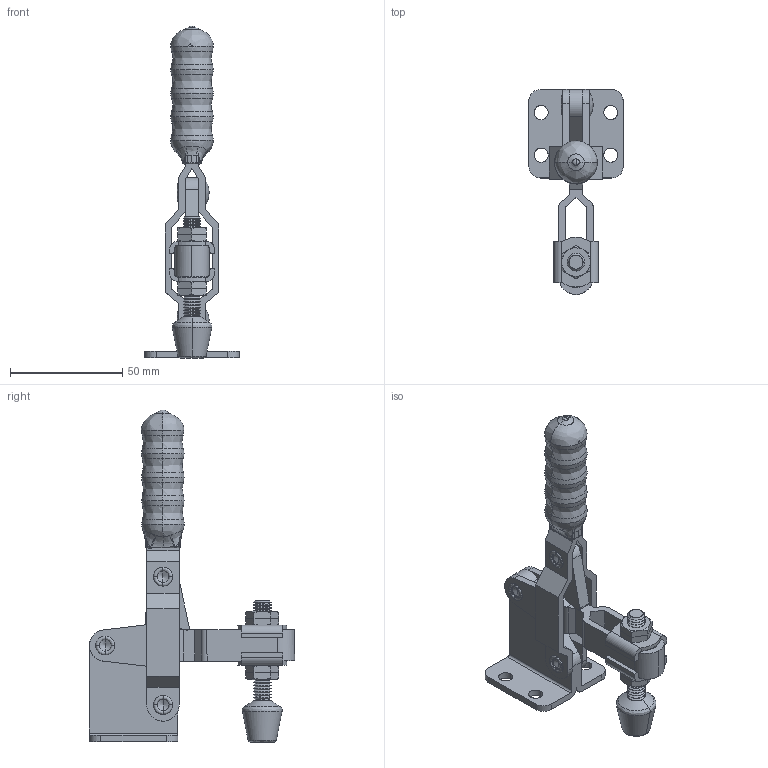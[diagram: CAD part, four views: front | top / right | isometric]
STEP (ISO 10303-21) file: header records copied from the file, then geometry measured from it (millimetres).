
FILE_DESCRIPTION((''),' ');
FILE_NAME('GH-101-d.stp',' ',('stephen'),('BIB design'),' ','ACIS 14.0',' ');
FILE_SCHEMA(('automotive_design'));
Length unit declared in the file: inch
Products named in the file (15): Part_405; Part_406; Part_801; Part_914; Part_59773; Part_59898; Part_60026; Part_60151; Part_71012; Part_74192; Part_74364; Part_78683; Part_78684; Part_78682; Part_78064
Bounding box: 42 x 91.41 x 148 mm (x, y, z)
Volume: 55226.1 mm3; surface area: 38109.3 mm2
Topology: 15 solids, 15 shells, 617 faces, 2111 edges, 1504 vertices
Faces by surface type: revolution 281, bspline 149, plane 111, cylinder 58, cone 8, torus 8, sphere 2
Entity records: 61998 total; most frequent: CARTESIAN_POINT 20490, PRESENTATION_STYLE_ASSIGNMENT 4704, COLOUR_RGB 4704, STYLED_ITEM 4219, ORIENTED_EDGE 4166, DIRECTION 3178, CURVE_STYLE 2568, EDGE_CURVE 2083
